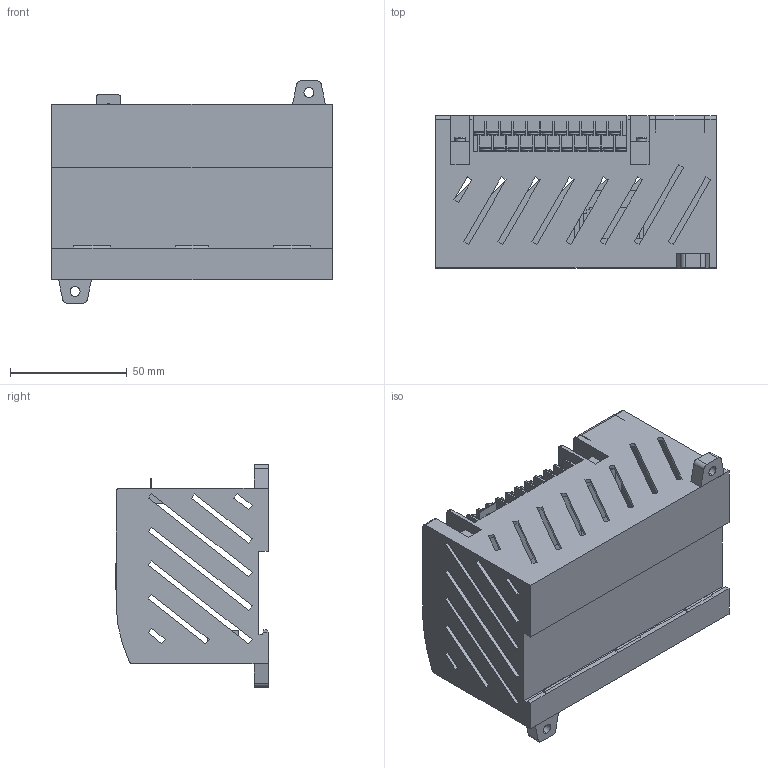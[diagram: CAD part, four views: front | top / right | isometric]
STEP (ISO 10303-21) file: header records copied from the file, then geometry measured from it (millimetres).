
FILE_DESCRIPTION (( 'STEP AP214' ), '1' );
FILE_NAME ('D0-05DD.STEP', '2011-01-27T19:01:03', ( '.adc' ), ( '' ), 'SwSTEP 2.0', 'SolidWorks 2009', '' );
FILE_SCHEMA (( 'AUTOMOTIVE_DESIGN' ));
Length unit declared in the file: millimetre
Products named in the file (1): D0-05DD
Bounding box: 120 x 65.06 x 95 mm (x, y, z)
Volume: 65414.9 mm3; surface area: 91009.4 mm2
Topology: 3 solids, 3 shells, 987 faces, 2643 edges, 1740 vertices
Faces by surface type: plane 671, bspline 173, cylinder 95, torus 48
Entity records: 45758 total; most frequent: CARTESIAN_POINT 15184, ORIENTED_EDGE 5286, DIRECTION 4213, EDGE_CURVE 2643, VECTOR 2011, LINE 2011, VERTEX_POINT 1740, EDGE_LOOP 1133
